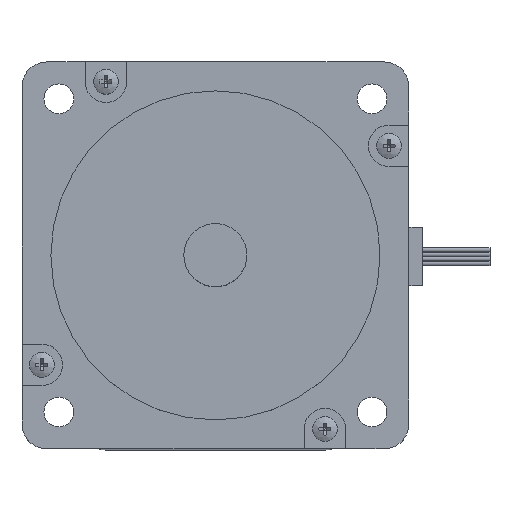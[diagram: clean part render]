
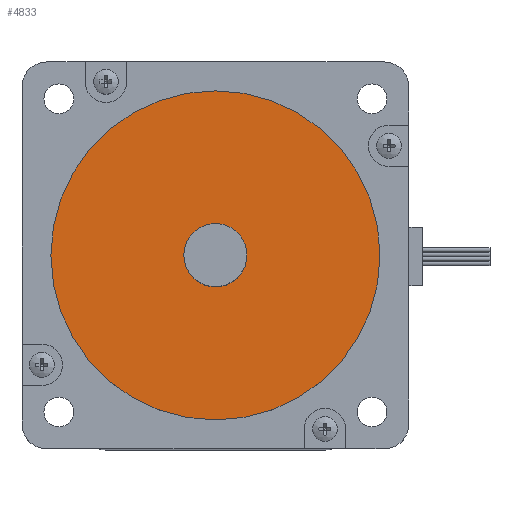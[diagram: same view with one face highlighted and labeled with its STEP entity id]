
A CAD part, top view. The second image highlights one B-rep face of the part: STEP entity #4833.
In plain terms, the highlighted planar face has unit normal (0, 0, 1).
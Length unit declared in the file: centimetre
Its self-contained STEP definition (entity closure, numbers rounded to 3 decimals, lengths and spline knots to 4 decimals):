
#793=PLANE('',#5219);
#992=FACE_BOUND('',#1425,.T.);
#1082=FACE_OUTER_BOUND('',#1424,.T.);
#1424=EDGE_LOOP('',(#3338));
#1425=EDGE_LOOP('',(#3339));
#1718=CIRCLE('',#5105,0.7);
#1776=CIRCLE('',#5218,3.6513);
#2004=VERTEX_POINT('',#7275);
#2118=VERTEX_POINT('',#7604);
#2392=EDGE_CURVE('',#2004,#2004,#1718,.T.);
#2552=EDGE_CURVE('',#2118,#2118,#1776,.T.);
#3338=ORIENTED_EDGE('',*,*,#2552,.F.);
#3339=ORIENTED_EDGE('',*,*,#2392,.T.);
#4833=ADVANCED_FACE('',(#1082,#992),#793,.F.);
#5105=AXIS2_PLACEMENT_3D('',#7276,#5710,#5711);
#5218=AXIS2_PLACEMENT_3D('',#7605,#6038,#6039);
#5219=AXIS2_PLACEMENT_3D('',#7606,#6040,#6041);
#5710=DIRECTION('center_axis',(0.,0.,-1.));
#5711=DIRECTION('ref_axis',(-1.,0.,0.));
#6038=DIRECTION('center_axis',(0.,0.,-1.));
#6039=DIRECTION('ref_axis',(-1.,0.,0.));
#6040=DIRECTION('center_axis',(0.,0.,-1.));
#6041=DIRECTION('ref_axis',(-1.,0.,0.));
#7275=CARTESIAN_POINT('',(0.7,0.,1.91));
#7276=CARTESIAN_POINT('Origin',(0.,0.,1.91));
#7604=CARTESIAN_POINT('',(3.6513,0.,1.91));
#7605=CARTESIAN_POINT('Origin',(0.,0.,1.91));
#7606=CARTESIAN_POINT('Origin',(0.,0.,1.91));
